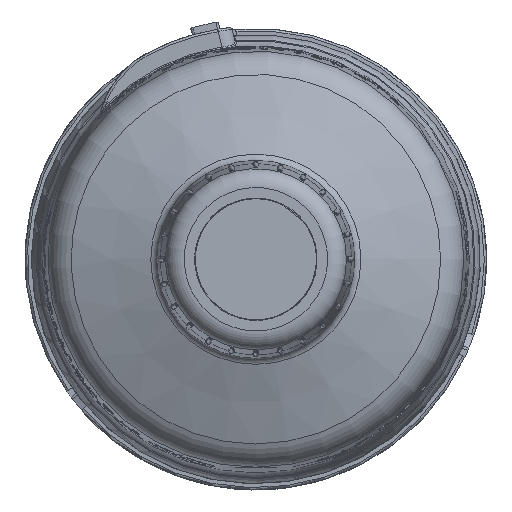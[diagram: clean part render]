
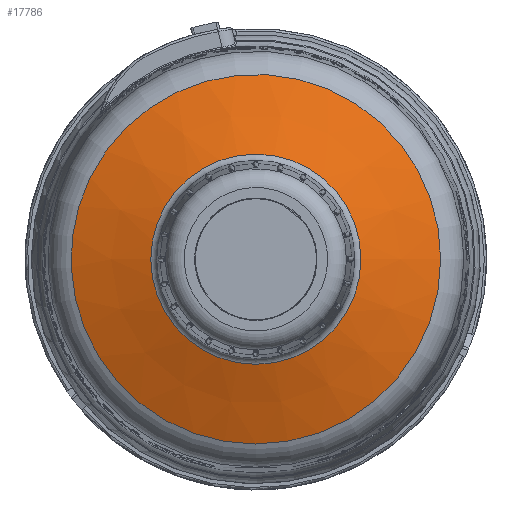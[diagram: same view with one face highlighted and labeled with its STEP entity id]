
A CAD part, front view. The second image highlights one B-rep face of the part: STEP entity #17786.
In plain terms, the highlighted conical face has half-angle 70 degrees and reference radius 31.7 mm.
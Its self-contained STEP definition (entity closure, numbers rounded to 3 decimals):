
#576=CONICAL_SURFACE('',#19465,31.7,1.222);
#2187=FACE_OUTER_BOUND('',#3207,.T.);
#3207=EDGE_LOOP('',(#15392,#15393,#15394,#15395,#15396,#15397,#15398));
#4420=CIRCLE('',#19466,39.235);
#4421=CIRCLE('',#19467,39.235);
#4422=CIRCLE('',#19468,39.235);
#4423=CIRCLE('',#19469,22.31);
#4424=CIRCLE('',#19470,22.31);
#5364=LINE('',#39757,#6308);
#6308=VECTOR('',#23650,31.7);
#7968=VERTEX_POINT('',#39750);
#7969=VERTEX_POINT('',#39751);
#7970=VERTEX_POINT('',#39753);
#7971=VERTEX_POINT('',#39756);
#7972=VERTEX_POINT('',#39758);
#10473=EDGE_CURVE('',#7968,#7969,#4420,.T.);
#10474=EDGE_CURVE('',#7970,#7968,#4421,.T.);
#10475=EDGE_CURVE('',#7969,#7970,#4422,.T.);
#10476=EDGE_CURVE('',#7969,#7971,#5364,.T.);
#10477=EDGE_CURVE('',#7972,#7971,#4423,.T.);
#10478=EDGE_CURVE('',#7971,#7972,#4424,.T.);
#15392=ORIENTED_EDGE('',*,*,#10473,.F.);
#15393=ORIENTED_EDGE('',*,*,#10474,.F.);
#15394=ORIENTED_EDGE('',*,*,#10475,.F.);
#15395=ORIENTED_EDGE('',*,*,#10476,.T.);
#15396=ORIENTED_EDGE('',*,*,#10477,.F.);
#15397=ORIENTED_EDGE('',*,*,#10478,.F.);
#15398=ORIENTED_EDGE('',*,*,#10476,.F.);
#17786=ADVANCED_FACE('',(#2187),#576,.T.);
#19465=AXIS2_PLACEMENT_3D('',#39749,#23642,#23643);
#19466=AXIS2_PLACEMENT_3D('',#39752,#23644,#23645);
#19467=AXIS2_PLACEMENT_3D('',#39754,#23646,#23647);
#19468=AXIS2_PLACEMENT_3D('',#39755,#23648,#23649);
#19469=AXIS2_PLACEMENT_3D('',#39759,#23651,#23652);
#19470=AXIS2_PLACEMENT_3D('',#39760,#23653,#23654);
#23642=DIRECTION('center_axis',(0.,1.,0.));
#23643=DIRECTION('ref_axis',(-1.,0.,0.));
#23644=DIRECTION('center_axis',(0.,1.,0.));
#23645=DIRECTION('ref_axis',(0.999,0.,0.045));
#23646=DIRECTION('center_axis',(0.,1.,0.));
#23647=DIRECTION('ref_axis',(0.999,0.,0.045));
#23648=DIRECTION('center_axis',(0.,1.,0.));
#23649=DIRECTION('ref_axis',(0.999,0.,0.045));
#23650=DIRECTION('',(-0.94,-0.342,0.));
#23651=DIRECTION('center_axis',(0.,-1.,0.));
#23652=DIRECTION('ref_axis',(0.,0.,1.));
#23653=DIRECTION('center_axis',(0.,-1.,0.));
#23654=DIRECTION('ref_axis',(0.,0.,1.));
#39749=CARTESIAN_POINT('Origin',(0.,-4.44,0.));
#39750=CARTESIAN_POINT('',(-39.196,-1.698,-1.751));
#39751=CARTESIAN_POINT('',(39.235,-1.698,0.));
#39752=CARTESIAN_POINT('Origin',(0.,-1.698,0.));
#39753=CARTESIAN_POINT('',(0.,-1.698,-39.235));
#39754=CARTESIAN_POINT('Origin',(0.,-1.698,0.));
#39755=CARTESIAN_POINT('Origin',(0.,-1.698,0.));
#39756=CARTESIAN_POINT('',(22.31,-7.858,0.));
#39757=CARTESIAN_POINT('',(31.7,-4.44,0.));
#39758=CARTESIAN_POINT('',(0.,-7.858,-22.31));
#39759=CARTESIAN_POINT('Origin',(0.,-7.858,
0.));
#39760=CARTESIAN_POINT('Origin',(0.,-7.858,
0.));
